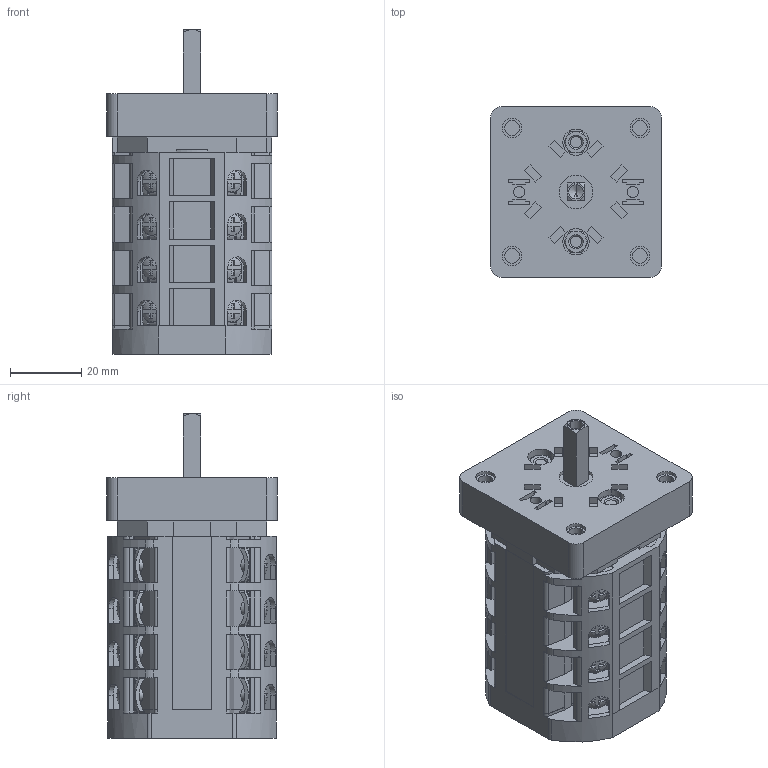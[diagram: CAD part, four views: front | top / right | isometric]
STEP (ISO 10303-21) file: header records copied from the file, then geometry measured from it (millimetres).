
FILE_DESCRIPTION((''),'2;1');
FILE_NAME('CRV2_12_26_4B_P_SW0001','2015-06-05T',('mangiapr'),(''),'PRO/ENGINEER BY PARAMETRIC TECHNOLOGY CORPORATION, 2011080','PRO/ENGINEER BY PARAMETRIC TECHNOLOGY CORPORATION, 2011080','');
FILE_SCHEMA(('CONFIG_CONTROL_DESIGN'));
Products named in the file (1): CRV2_12_26_4B_P_SW0001
Bounding box: 48 x 48 x 91.3 mm (x, y, z)
Volume: 115176.2 mm3; surface area: 37869.4 mm2
Topology: 13 solids, 13 shells, 1731 faces, 4662 edges, 3027 vertices
Faces by surface type: plane 906, cylinder 475, cone 210, torus 108, sphere 32
Entity records: 66564 total; most frequent: CARTESIAN_POINT 22892, ORIENTED_EDGE 9320, DIRECTION 8916, EDGE_CURVE 4660, AXIS2_PLACEMENT_3D 3125, VERTEX_POINT 3027, VECTOR 2666, LINE 2666
